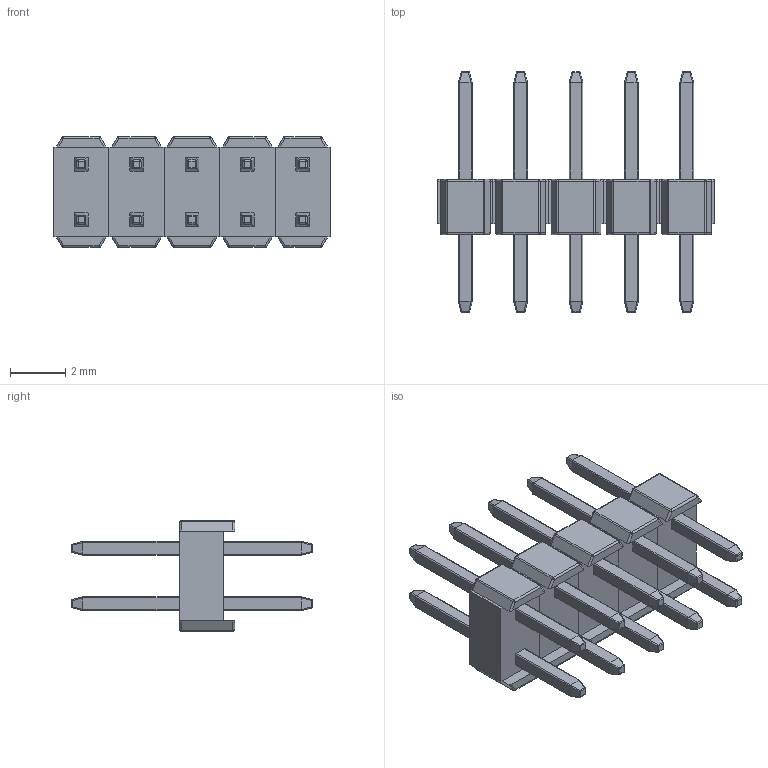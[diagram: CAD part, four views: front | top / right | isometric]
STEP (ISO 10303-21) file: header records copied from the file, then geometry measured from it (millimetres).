
FILE_DESCRIPTION (( 'STEP AP214' ), '1' );
FILE_NAME ('2PH2-10-UA.STEP', '2019-04-11T19:45:08', ( '' ), ( '' ), 'SwSTEP 2.0', 'SolidWorks 2014', '' );
FILE_SCHEMA (( 'AUTOMOTIVE_DESIGN' ));
Length unit declared in the file: millimetre
Products named in the file (1): 2PH2-10-UA
Bounding box: 10 x 8.7 x 4 mm (x, y, z)
Volume: 80.7 mm3; surface area: 379.5 mm2
Topology: 25 solids, 25 shells, 910 faces, 2220 edges, 1240 vertices
Faces by surface type: cylinder 420, plane 330, sphere 80, bspline 40, torus 40
Entity records: 25954 total; most frequent: CARTESIAN_POINT 6011, ORIENTED_EDGE 4200, DIRECTION 4062, EDGE_CURVE 2100, AXIS2_PLACEMENT_3D 1451, VERTEX_POINT 1240, LINE 1160, VECTOR 1160
